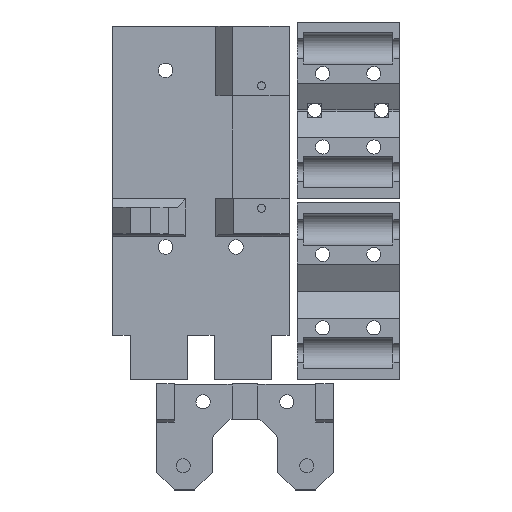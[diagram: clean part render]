
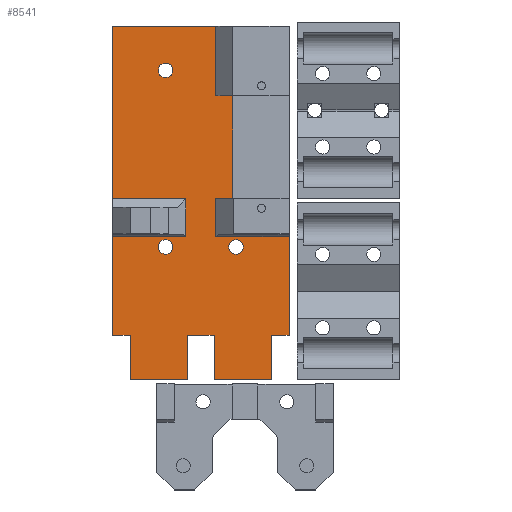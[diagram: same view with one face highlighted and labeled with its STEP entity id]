
A CAD part, top view. The second image highlights one B-rep face of the part: STEP entity #8541.
In plain terms, the highlighted planar face has unit normal (0, 0, 1).
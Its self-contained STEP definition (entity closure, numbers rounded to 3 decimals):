
#85=FACE_BOUND('',#895,.T.);
#86=FACE_BOUND('',#896,.T.);
#87=FACE_BOUND('',#897,.T.);
#158=CIRCLE('',#9057,1.65);
#159=CIRCLE('',#9058,1.65);
#160=CIRCLE('',#9059,1.65);
#415=FACE_OUTER_BOUND('',#894,.T.);
#894=EDGE_LOOP('',(#6108,#6109,#6110,#6111,#6112,#6113,#6114,#6115,#6116,
#6117,#6118,#6119,#6120,#6121,#6122,#6123,#6124,#6125,#6126,#6127,#6128,
#6129));
#895=EDGE_LOOP('',(#6130));
#896=EDGE_LOOP('',(#6131));
#897=EDGE_LOOP('',(#6132));
#1300=LINE('',#11956,#2377);
#1557=LINE('',#12539,#2634);
#1566=LINE('',#12556,#2643);
#1570=LINE('',#12564,#2647);
#1574=LINE('',#12571,#2651);
#1579=LINE('',#12583,#2656);
#1582=LINE('',#12589,#2659);
#1583=LINE('',#12591,#2660);
#1584=LINE('',#12593,#2661);
#1585=LINE('',#12595,#2662);
#1586=LINE('',#12597,#2663);
#1587=LINE('',#12599,#2664);
#1588=LINE('',#12601,#2665);
#1589=LINE('',#12603,#2666);
#1590=LINE('',#12605,#2667);
#1591=LINE('',#12607,#2668);
#1592=LINE('',#12609,#2669);
#1593=LINE('',#12611,#2670);
#1594=LINE('',#12612,#2671);
#1595=LINE('',#12614,#2672);
#1596=LINE('',#12616,#2673);
#1597=LINE('',#12617,#2674);
#2377=VECTOR('',#9576,10.);
#2634=VECTOR('',#10105,10.);
#2643=VECTOR('',#10120,10.);
#2647=VECTOR('',#10128,10.);
#2651=VECTOR('',#10134,10.);
#2656=VECTOR('',#10145,10.);
#2659=VECTOR('',#10150,10.);
#2660=VECTOR('',#10151,10.);
#2661=VECTOR('',#10152,10.);
#2662=VECTOR('',#10153,10.);
#2663=VECTOR('',#10154,10.);
#2664=VECTOR('',#10155,10.);
#2665=VECTOR('',#10156,10.);
#2666=VECTOR('',#10157,10.);
#2667=VECTOR('',#10158,10.);
#2668=VECTOR('',#10159,10.);
#2669=VECTOR('',#10160,10.);
#2670=VECTOR('',#10161,10.);
#2671=VECTOR('',#10162,10.);
#2672=VECTOR('',#10163,10.);
#2673=VECTOR('',#10164,10.);
#2674=VECTOR('',#10165,10.);
#3455=VERTEX_POINT('',#11953);
#3456=VERTEX_POINT('',#11955);
#3643=VERTEX_POINT('',#12532);
#3646=VERTEX_POINT('',#12537);
#3651=VERTEX_POINT('',#12555);
#3653=VERTEX_POINT('',#12563);
#3655=VERTEX_POINT('',#12569);
#3659=VERTEX_POINT('',#12581);
#3661=VERTEX_POINT('',#12588);
#3662=VERTEX_POINT('',#12590);
#3663=VERTEX_POINT('',#12592);
#3664=VERTEX_POINT('',#12594);
#3665=VERTEX_POINT('',#12596);
#3666=VERTEX_POINT('',#12598);
#3667=VERTEX_POINT('',#12600);
#3668=VERTEX_POINT('',#12602);
#3669=VERTEX_POINT('',#12604);
#3670=VERTEX_POINT('',#12606);
#3671=VERTEX_POINT('',#12608);
#3672=VERTEX_POINT('',#12610);
#3673=VERTEX_POINT('',#12613);
#3674=VERTEX_POINT('',#12615);
#3675=VERTEX_POINT('',#12618);
#3676=VERTEX_POINT('',#12620);
#3677=VERTEX_POINT('',#12622);
#4264=EDGE_CURVE('',#3456,#3455,#1300,.T.);
#4554=EDGE_CURVE('',#3643,#3646,#1557,.T.);
#4563=EDGE_CURVE('',#3651,#3643,#1566,.T.);
#4567=EDGE_CURVE('',#3653,#3456,#1570,.T.);
#4571=EDGE_CURVE('',#3655,#3455,#1574,.T.);
#4577=EDGE_CURVE('',#3646,#3659,#1579,.T.);
#4580=EDGE_CURVE('',#3659,#3661,#1582,.T.);
#4581=EDGE_CURVE('',#3662,#3661,#1583,.T.);
#4582=EDGE_CURVE('',#3662,#3663,#1584,.T.);
#4583=EDGE_CURVE('',#3664,#3663,#1585,.T.);
#4584=EDGE_CURVE('',#3664,#3665,#1586,.T.);
#4585=EDGE_CURVE('',#3665,#3666,#1587,.T.);
#4586=EDGE_CURVE('',#3666,#3667,#1588,.T.);
#4587=EDGE_CURVE('',#3667,#3668,#1589,.T.);
#4588=EDGE_CURVE('',#3668,#3669,#1590,.T.);
#4589=EDGE_CURVE('',#3669,#3670,#1591,.T.);
#4590=EDGE_CURVE('',#3670,#3671,#1592,.T.);
#4591=EDGE_CURVE('',#3671,#3672,#1593,.T.);
#4592=EDGE_CURVE('',#3672,#3653,#1594,.T.);
#4593=EDGE_CURVE('',#3655,#3673,#1595,.T.);
#4594=EDGE_CURVE('',#3673,#3674,#1596,.T.);
#4595=EDGE_CURVE('',#3674,#3651,#1597,.T.);
#4596=EDGE_CURVE('',#3675,#3675,#158,.T.);
#4597=EDGE_CURVE('',#3676,#3676,#159,.T.);
#4598=EDGE_CURVE('',#3677,#3677,#160,.T.);
#6108=ORIENTED_EDGE('',*,*,#4554,.T.);
#6109=ORIENTED_EDGE('',*,*,#4577,.T.);
#6110=ORIENTED_EDGE('',*,*,#4580,.T.);
#6111=ORIENTED_EDGE('',*,*,#4581,.F.);
#6112=ORIENTED_EDGE('',*,*,#4582,.T.);
#6113=ORIENTED_EDGE('',*,*,#4583,.F.);
#6114=ORIENTED_EDGE('',*,*,#4584,.T.);
#6115=ORIENTED_EDGE('',*,*,#4585,.T.);
#6116=ORIENTED_EDGE('',*,*,#4586,.T.);
#6117=ORIENTED_EDGE('',*,*,#4587,.T.);
#6118=ORIENTED_EDGE('',*,*,#4588,.T.);
#6119=ORIENTED_EDGE('',*,*,#4589,.T.);
#6120=ORIENTED_EDGE('',*,*,#4590,.T.);
#6121=ORIENTED_EDGE('',*,*,#4591,.T.);
#6122=ORIENTED_EDGE('',*,*,#4592,.T.);
#6123=ORIENTED_EDGE('',*,*,#4567,.T.);
#6124=ORIENTED_EDGE('',*,*,#4264,.T.);
#6125=ORIENTED_EDGE('',*,*,#4571,.F.);
#6126=ORIENTED_EDGE('',*,*,#4593,.T.);
#6127=ORIENTED_EDGE('',*,*,#4594,.T.);
#6128=ORIENTED_EDGE('',*,*,#4595,.T.);
#6129=ORIENTED_EDGE('',*,*,#4563,.T.);
#6130=ORIENTED_EDGE('',*,*,#4596,.T.);
#6131=ORIENTED_EDGE('',*,*,#4597,.T.);
#6132=ORIENTED_EDGE('',*,*,#4598,.T.);
#8118=PLANE('',#9056);
#8541=ADVANCED_FACE('',(#415,#85,#86,#87),#8118,.T.);
#9056=AXIS2_PLACEMENT_3D('',#12587,#10148,#10149);
#9057=AXIS2_PLACEMENT_3D('',#12619,#10166,#10167);
#9058=AXIS2_PLACEMENT_3D('',#12621,#10168,#10169);
#9059=AXIS2_PLACEMENT_3D('',#12623,#10170,#10171);
#9576=DIRECTION('',(0.,1.,0.));
#10105=DIRECTION('',(0.,1.,0.));
#10120=DIRECTION('',(-1.,0.,0.));
#10128=DIRECTION('',(1.,0.,0.));
#10134=DIRECTION('',(1.,0.,0.));
#10145=DIRECTION('',(-1.,0.,0.));
#10148=DIRECTION('center_axis',(0.,0.,1.));
#10149=DIRECTION('ref_axis',(1.,0.,0.));
#10150=DIRECTION('',(0.,-1.,0.));
#10151=DIRECTION('',(-1.,0.,0.));
#10152=DIRECTION('',(0.,-1.,0.));
#10153=DIRECTION('',(1.,0.,0.));
#10154=DIRECTION('',(0.,-1.,0.));
#10155=DIRECTION('',(1.,0.,0.));
#10156=DIRECTION('',(0.,-1.,0.));
#10157=DIRECTION('',(1.,0.,0.));
#10158=DIRECTION('',(0.,1.,0.));
#10159=DIRECTION('',(1.,0.,0.));
#10160=DIRECTION('',(0.,-1.,0.));
#10161=DIRECTION('',(1.,0.,0.));
#10162=DIRECTION('',(0.,1.,0.));
#10163=DIRECTION('',(0.,1.,0.));
#10164=DIRECTION('',(1.,0.,0.));
#10165=DIRECTION('',(0.,1.,0.));
#10166=DIRECTION('center_axis',(0.,0.,-1.));
#10167=DIRECTION('ref_axis',(1.,0.,0.));
#10168=DIRECTION('center_axis',(0.,0.,-1.));
#10169=DIRECTION('ref_axis',(1.,0.,0.));
#10170=DIRECTION('center_axis',(0.,0.,-1.));
#10171=DIRECTION('ref_axis',(1.,0.,0.));
#11953=CARTESIAN_POINT('',(20.,-17.7,8.));
#11955=CARTESIAN_POINT('',(20.,-40.05,8.));
#11956=CARTESIAN_POINT('',(20.,2.113,8.));
#12532=CARTESIAN_POINT('',(3.398,14.25,8.));
#12537=CARTESIAN_POINT('',(3.398,30.,8.));
#12539=CARTESIAN_POINT('',(3.398,9.988,8.));
#12555=CARTESIAN_POINT('',(7.25,14.25,8.));
#12556=CARTESIAN_POINT('',(2.662,14.25,8.));
#12563=CARTESIAN_POINT('',(16.,-40.05,8.));
#12564=CARTESIAN_POINT('',(9.,-40.05,8.));
#12569=CARTESIAN_POINT('',(3.398,-17.7,8.));
#12571=CARTESIAN_POINT('',(5.849,-17.7,8.));
#12581=CARTESIAN_POINT('',(-20.,30.,8.));
#12583=CARTESIAN_POINT('',(-20.,30.,8.));
#12587=CARTESIAN_POINT('Origin',(0.,-10.025,8.));
#12588=CARTESIAN_POINT('',(-20.,-9.1,8.));
#12589=CARTESIAN_POINT('',(-20.,-30.,8.));
#12590=CARTESIAN_POINT('',(-3.398,-9.1,8.));
#12591=CARTESIAN_POINT('',(-5.849,-9.1,8.));
#12592=CARTESIAN_POINT('',(-3.398,-17.7,8.));
#12593=CARTESIAN_POINT('',(-3.398,-12.063,8.));
#12594=CARTESIAN_POINT('',(-20.,-17.7,8.));
#12595=CARTESIAN_POINT('',(-5.849,-17.7,8.));
#12596=CARTESIAN_POINT('',(-20.,-40.05,8.));
#12597=CARTESIAN_POINT('',(-20.,-30.,8.));
#12598=CARTESIAN_POINT('',(-16.,-40.05,8.));
#12599=CARTESIAN_POINT('',(-9.,-40.05,8.));
#12600=CARTESIAN_POINT('',(-16.,-50.05,8.));
#12601=CARTESIAN_POINT('',(-16.,-30.038,8.));
#12602=CARTESIAN_POINT('',(-3.,-50.05,8.));
#12603=CARTESIAN_POINT('',(20.,-50.05,8.));
#12604=CARTESIAN_POINT('',(-3.,-40.05,8.));
#12605=CARTESIAN_POINT('',(-3.,-30.038,8.));
#12606=CARTESIAN_POINT('',(3.,-40.05,8.));
#12607=CARTESIAN_POINT('',(0.,-40.05,8.));
#12608=CARTESIAN_POINT('',(3.,-50.05,8.));
#12609=CARTESIAN_POINT('',(3.,-30.038,8.));
#12610=CARTESIAN_POINT('',(16.,-50.05,8.));
#12611=CARTESIAN_POINT('',(20.,-50.05,8.));
#12612=CARTESIAN_POINT('',(16.,-30.038,8.));
#12613=CARTESIAN_POINT('',(3.398,-9.05,8.));
#12614=CARTESIAN_POINT('',(3.398,-12.063,8.));
#12615=CARTESIAN_POINT('',(7.25,-9.05,8.));
#12616=CARTESIAN_POINT('',(5.849,-9.05,8.));
#12617=CARTESIAN_POINT('',(7.25,2.037,8.));
#12618=CARTESIAN_POINT('',(6.35,-20.,8.));
#12619=CARTESIAN_POINT('Origin',(8.,-20.,8.));
#12620=CARTESIAN_POINT('',(-9.65,-20.,8.));
#12621=CARTESIAN_POINT('Origin',(-8.,-20.,8.));
#12622=CARTESIAN_POINT('',(-9.65,20.,8.));
#12623=CARTESIAN_POINT('Origin',(-8.,20.,8.));
